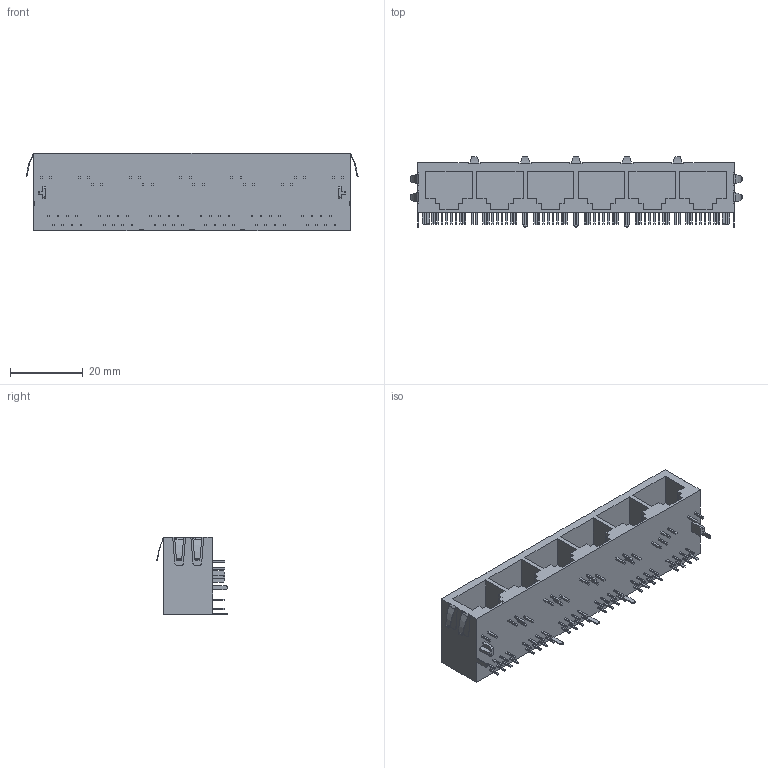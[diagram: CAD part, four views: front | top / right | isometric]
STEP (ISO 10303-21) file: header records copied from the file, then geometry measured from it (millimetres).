
FILE_DESCRIPTION (( 'STEP AP214' ), '1' );
FILE_NAME ('J8064D668ANL.STEP', '2017-01-05T03:32:00', ( '' ), ( '' ), 'SwSTEP 2.0', 'SolidWorks 2012', '' );
FILE_SCHEMA (( 'AUTOMOTIVE_DESIGN' ));
Length unit declared in the file: inch
Products named in the file (1): J8064D668ANL
Bounding box: 91.33 x 19.43 x 21.36 mm (x, y, z)
Volume: 17513.8 mm3; surface area: 10654.5 mm2
Topology: 1 solids, 1 shells, 663 faces, 1725 edges, 1144 vertices
Faces by surface type: plane 578, cylinder 85
Entity records: 22455 total; most frequent: CARTESIAN_POINT 4016, ORIENTED_EDGE 3450, DIRECTION 2952, EDGE_CURVE 1725, VECTOR 1504, LINE 1504, VERTEX_POINT 1144, EDGE_LOOP 743
